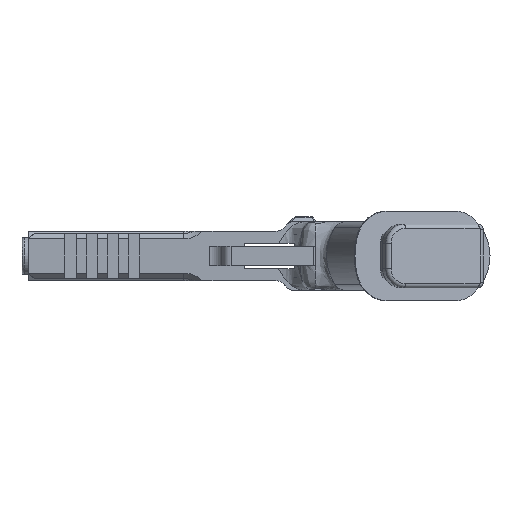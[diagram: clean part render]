
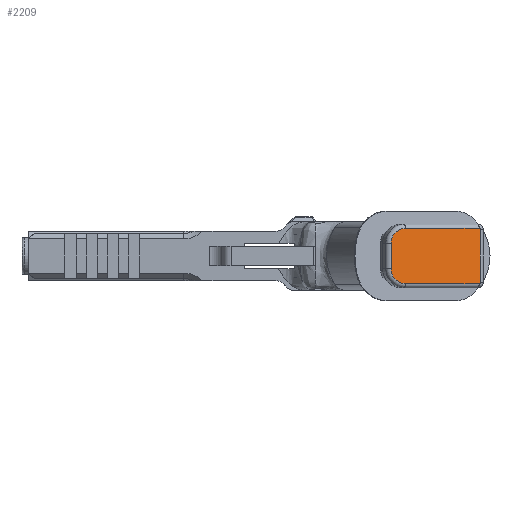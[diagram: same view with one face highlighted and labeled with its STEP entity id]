
A CAD part, front view. The second image highlights one B-rep face of the part: STEP entity #2209.
In plain terms, the highlighted planar face has unit normal (0.301, -0.954, 0).
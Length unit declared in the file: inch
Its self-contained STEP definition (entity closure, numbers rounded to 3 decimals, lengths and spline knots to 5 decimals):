
#148 = LINE ( 'NONE', #18118, #886 ) ;
#526 = EDGE_CURVE ( 'NONE', #24581, #15158, #20099, .T. ) ;
#557 = VECTOR ( 'NONE', #24937, 39.37008 ) ;
#617 = VERTEX_POINT ( 'NONE', #19001 ) ;
#886 = VECTOR ( 'NONE', #14153, 39.37008 ) ;
#1402 = ORIENTED_EDGE ( 'NONE', *, *, #13685, .T. ) ;
#2209 = ADVANCED_FACE ( 'NONE', ( #9891 ), #5858, .T. ) ;
#2965 = CIRCLE ( 'NONE', #10201, 0.28126 ) ;
#3764 = CARTESIAN_POINT ( 'NONE',  ( 2.79595, -5.25962, 0.51626 ) ) ;
#4792 = VECTOR ( 'NONE', #16205, 39.37008 ) ;
#4821 = AXIS2_PLACEMENT_3D ( 'NONE', #14004, #22121, #10127 ) ;
#5297 = VERTEX_POINT ( 'NONE', #20769 ) ;
#5858 = PLANE ( 'NONE',  #4821 ) ;
#6591 = CARTESIAN_POINT ( 'NONE',  ( 4.17463, -4.82492, -0.51626 ) ) ;
#6663 = CARTESIAN_POINT ( 'NONE',  ( 4.17463, -4.82492, -0.495 ) ) ;
#7207 = DIRECTION ( 'NONE',  ( 0.301, -0.954, 0. ) ) ;
#8901 = EDGE_CURVE ( 'NONE', #617, #18065, #2965, .T. ) ;
#9891 = FACE_OUTER_BOUND ( 'NONE', #25538, .T. ) ;
#10127 = DIRECTION ( 'NONE',  ( 0.954, 0.301, 0. ) ) ;
#10201 = AXIS2_PLACEMENT_3D ( 'NONE', #11236, #7207, #19731 ) ;
#10230 = EDGE_CURVE ( 'NONE', #11217, #5297, #148, .T. ) ;
#10755 = AXIS2_PLACEMENT_3D ( 'NONE', #26087, #22354, #24362 ) ;
#10804 = ORIENTED_EDGE ( 'NONE', *, *, #23879, .T. ) ;
#11217 = VERTEX_POINT ( 'NONE', #16731 ) ;
#11236 = CARTESIAN_POINT ( 'NONE',  ( 2.79595, -5.25962, -0.235 ) ) ;
#11388 = DIRECTION ( 'NONE',  ( -0.954, -0.301, 0. ) ) ;
#11732 = ORIENTED_EDGE ( 'NONE', *, *, #26055, .T. ) ;
#12081 = EDGE_CURVE ( 'NONE', #18869, #24581, #19770, .T. ) ;
#12295 = DIRECTION ( 'NONE',  ( 0.954, 0.301, 0. ) ) ;
#12700 = LINE ( 'NONE', #12846, #557 ) ;
#12846 = CARTESIAN_POINT ( 'NONE',  ( 4.17463, -4.82492, -0.51626 ) ) ;
#13320 = VECTOR ( 'NONE', #11388, 39.37008 ) ;
#13683 = CARTESIAN_POINT ( 'NONE',  ( 2.52771, -5.34419, -0.235 ) ) ;
#13685 = EDGE_CURVE ( 'NONE', #26348, #11217, #25479, .T. ) ;
#13911 = DIRECTION ( 'NONE',  ( 0.301, -0.954, 0. ) ) ;
#14004 = CARTESIAN_POINT ( 'NONE',  ( 2.79595, -5.25962, -0.235 ) ) ;
#14153 = DIRECTION ( 'NONE',  ( 0., 0., 1. ) ) ;
#14844 = CARTESIAN_POINT ( 'NONE',  ( 2.79595, -5.25962, 0.51626 ) ) ;
#15158 = VERTEX_POINT ( 'NONE', #25584 ) ;
#16205 = DIRECTION ( 'NONE',  ( 0., 0., -1. ) ) ;
#16675 = DIRECTION ( 'NONE',  ( 0.301, -0.954, 0. ) ) ;
#16731 = CARTESIAN_POINT ( 'NONE',  ( 4.19491, -4.81853, -0.495 ) ) ;
#17562 = ORIENTED_EDGE ( 'NONE', *, *, #12081, .T. ) ;
#17751 = CARTESIAN_POINT ( 'NONE',  ( 4.17463, -4.82492, 0.495 ) ) ;
#17784 = ORIENTED_EDGE ( 'NONE', *, *, #26245, .T. ) ;
#18065 = VERTEX_POINT ( 'NONE', #20639 ) ;
#18118 = CARTESIAN_POINT ( 'NONE',  ( 4.19491, -4.81853, 0.495 ) ) ;
#18869 = VERTEX_POINT ( 'NONE', #19063 ) ;
#19001 = CARTESIAN_POINT ( 'NONE',  ( 2.52771, -5.34419, -0.235 ) ) ;
#19063 = CARTESIAN_POINT ( 'NONE',  ( 4.17463, -4.82492, 0.51626 ) ) ;
#19161 = AXIS2_PLACEMENT_3D ( 'NONE', #17751, #13911, #12295 ) ;
#19731 = DIRECTION ( 'NONE',  ( 0.954, 0.301, 0. ) ) ;
#19770 = LINE ( 'NONE', #3764, #13320 ) ;
#20099 = CIRCLE ( 'NONE', #10755, 0.28126 ) ;
#20361 = AXIS2_PLACEMENT_3D ( 'NONE', #6663, #16675, #22906 ) ;
#20639 = CARTESIAN_POINT ( 'NONE',  ( 2.79595, -5.25962, -0.51626 ) ) ;
#20769 = CARTESIAN_POINT ( 'NONE',  ( 4.19491, -4.81853, 0.495 ) ) ;
#21297 = CIRCLE ( 'NONE', #19161, 0.02126 ) ;
#22121 = DIRECTION ( 'NONE',  ( 0.301, -0.954, 0. ) ) ;
#22354 = DIRECTION ( 'NONE',  ( 0.301, -0.954, 0. ) ) ;
#22906 = DIRECTION ( 'NONE',  ( 0.954, 0.301, 0. ) ) ;
#23127 = ORIENTED_EDGE ( 'NONE', *, *, #10230, .T. ) ;
#23879 = EDGE_CURVE ( 'NONE', #5297, #18869, #21297, .T. ) ;
#24362 = DIRECTION ( 'NONE',  ( 0.954, 0.301, 0. ) ) ;
#24371 = ORIENTED_EDGE ( 'NONE', *, *, #8901, .T. ) ;
#24581 = VERTEX_POINT ( 'NONE', #14844 ) ;
#24937 = DIRECTION ( 'NONE',  ( 0.954, 0.301, 0. ) ) ;
#25393 = ORIENTED_EDGE ( 'NONE', *, *, #526, .T. ) ;
#25479 = CIRCLE ( 'NONE', #20361, 0.02126 ) ;
#25538 = EDGE_LOOP ( 'NONE', ( #23127, #10804, #17562, #25393, #17784, #24371, #11732, #1402 ) ) ;
#25584 = CARTESIAN_POINT ( 'NONE',  ( 2.52771, -5.34419, 0.235 ) ) ;
#26055 = EDGE_CURVE ( 'NONE', #18065, #26348, #12700, .T. ) ;
#26087 = CARTESIAN_POINT ( 'NONE',  ( 2.79595, -5.25962, 0.235 ) ) ;
#26245 = EDGE_CURVE ( 'NONE', #15158, #617, #26288, .T. ) ;
#26288 = LINE ( 'NONE', #13683, #4792 ) ;
#26348 = VERTEX_POINT ( 'NONE', #6591 ) ;
